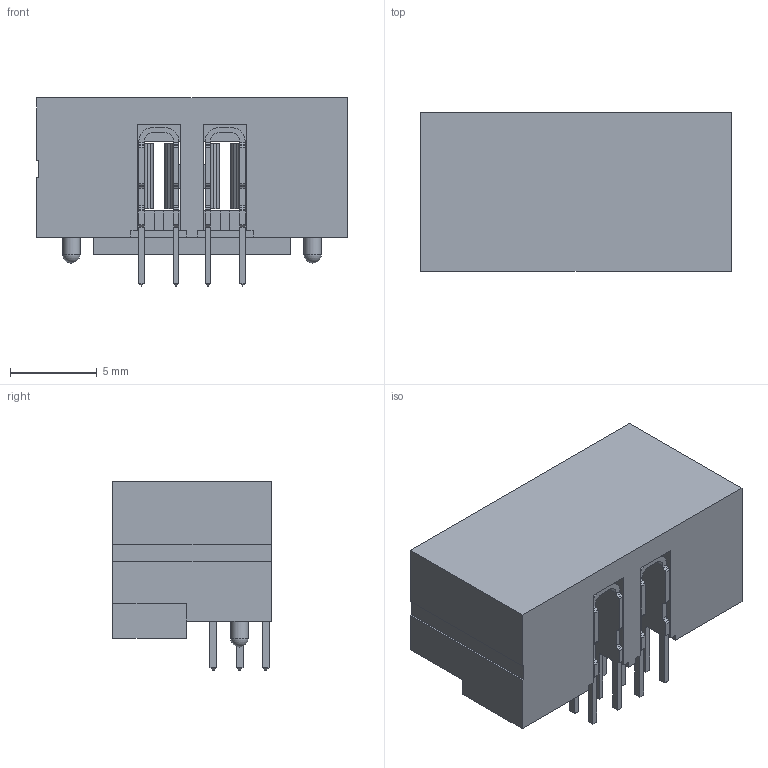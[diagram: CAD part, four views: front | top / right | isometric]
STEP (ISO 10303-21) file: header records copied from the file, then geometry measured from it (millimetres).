
FILE_DESCRIPTION(/* description */ ('STEP AP214'),/* implementation_level */ '2;1');
FILE_NAME(/* name */ 'UPT-02-01-01-L-RA',/* time_stamp */ '2024-03-13T17:47:53+01:00',/* author */ ('License CC BY-ND 4.0'),/* organization */ ('CADENAS'),/* preprocessor_version */ 'ST-DEVELOPER v19.3',/* originating_system */ 'PARTsolutions',/* authorisation */ ' ');
FILE_SCHEMA (('AUTOMOTIVE_DESIGN {1 0 10303 214 3 1 1}'));
Length unit declared in the file: millimetre
Products named in the file (3): UPT-02-01-01-L-RA; UPT-03.0-0201-L-RAterminal; UPT-03.0-0201-L-RApins
Assembly tree (2 placements, depth 2):
  UPT-02-01-01-L-RA
    UPT-03.0-0201-L-RAterminal
    UPT-03.0-0201-L-RApins
Bounding box: 17.88 x 9.12 x 10.82 mm (x, y, z)
Volume: 772.1 mm3; surface area: 1603.2 mm2
Topology: 2 solids, 2 shells, 371 faces, 1031 edges, 669 vertices
Faces by surface type: plane 283, cylinder 86, sphere 2
Full cylindrical faces by diameter (mm): 1 x2
Entity records: 11756 total; most frequent: CARTESIAN_POINT 2060, ORIENTED_EDGE 2044, DIRECTION 1962, EDGE_CURVE 1022, LINE 830, VECTOR 830, VERTEX_POINT 664, AXIS2_PLACEMENT_3D 566
